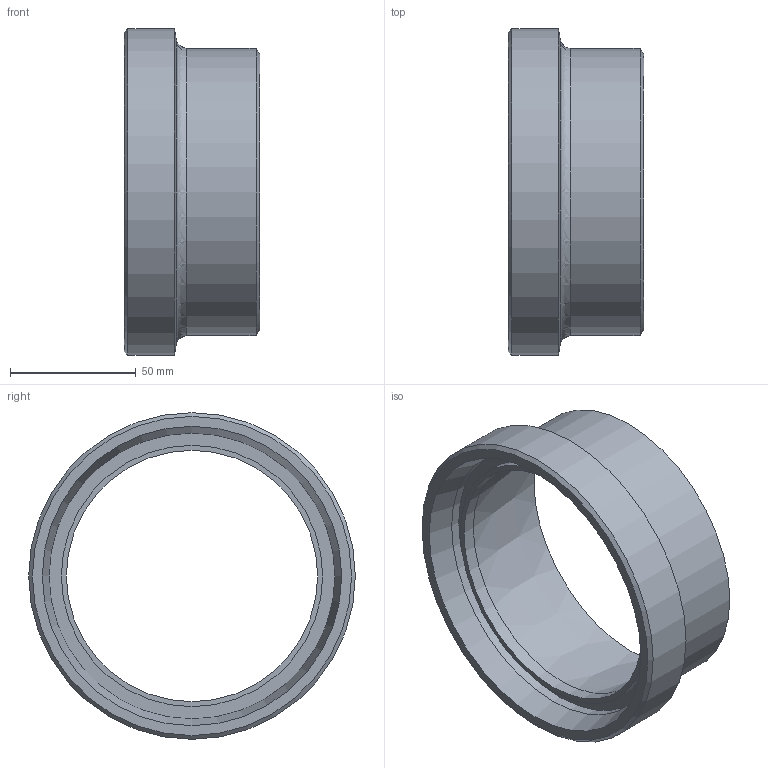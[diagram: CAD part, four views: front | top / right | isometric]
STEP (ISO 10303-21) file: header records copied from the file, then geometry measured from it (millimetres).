
FILE_DESCRIPTION((''),'2;1');
FILE_NAME('11308100x.stp','2010-08-03T14:41:16',('thilbrands'),(''),'Autodesk Inventor 2008','Autodesk Inventor 2008','');
FILE_SCHEMA(('AUTOMOTIVE_DESIGN { 1 0 10303 214 1 1 1 1 }'));
Length unit declared in the file: millimetre
Products named in the file (1): 113080101
Bounding box: 54 x 130 x 130 mm (x, y, z)
Volume: 128651.2 mm3; surface area: 48120.8 mm2
Topology: 1 solids, 1 shells, 14 faces, 25 edges, 14 vertices
Faces by surface type: cone 5, cylinder 5, plane 3, bspline 1
Full cylindrical faces by diameter (mm): 100 x1, 104 x1, 113.8 x1, 114.3 x1, 130 x1
Entity records: 354 total; most frequent: CARTESIAN_POINT 87, DIRECTION 56, AXIS2_PLACEMENT_3D 28, ORIENTED_EDGE 28, EDGE_LOOP 28, VERTEX_POINT 14, CIRCLE 14, EDGE_CURVE 14
